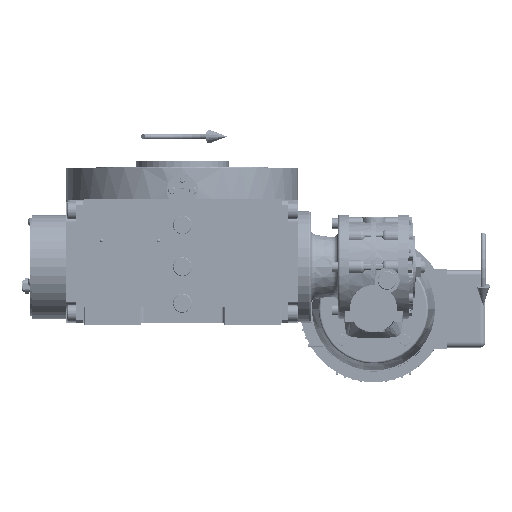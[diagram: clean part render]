
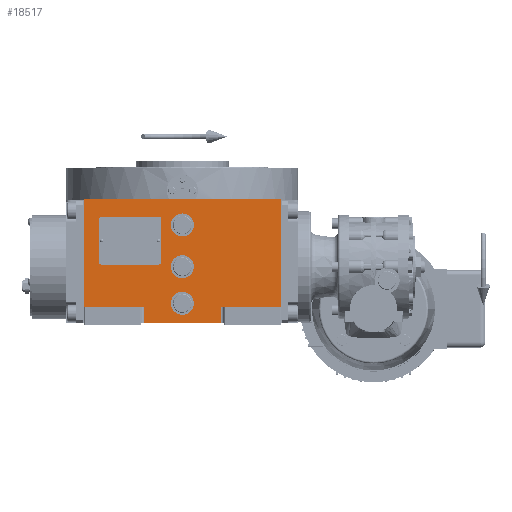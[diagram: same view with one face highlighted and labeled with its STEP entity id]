
A CAD part, top view. The second image highlights one B-rep face of the part: STEP entity #18517.
In plain terms, the highlighted planar face has unit normal (0, 0, 1).
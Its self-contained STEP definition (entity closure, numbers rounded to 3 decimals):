
#1156 = FACE_BOUND ( 'NONE', #95027, .T. ) ;
#3776 = EDGE_LOOP ( 'NONE', ( #50752, #151183 ) ) ;
#6165 = CIRCLE ( 'NONE', #18892, 11. ) ;
#6624 = CARTESIAN_POINT ( 'NONE',  ( -37., -38.5, 163.5 ) ) ;
#8231 = DIRECTION ( 'NONE',  ( 0., 0., 1. ) ) ;
#10172 = VERTEX_POINT ( 'NONE', #30398 ) ;
#10498 = CIRCLE ( 'NONE', #30773, 11. ) ;
#11439 = VECTOR ( 'NONE', #102004, 1000. ) ;
#12470 = EDGE_CURVE ( 'NONE', #80961, #128306, #6165, .T. ) ;
#13074 = DIRECTION ( 'NONE',  ( 0., 0., 1. ) ) ;
#13853 = CARTESIAN_POINT ( 'NONE',  ( 0., 0., 163.5 ) ) ;
#13913 = VECTOR ( 'NONE', #42981, 1000. ) ;
#15458 = AXIS2_PLACEMENT_3D ( 'NONE', #63399, #76077, #125951 ) ;
#17371 = ORIENTED_EDGE ( 'NONE', *, *, #29385, .T. ) ;
#17580 = ORIENTED_EDGE ( 'NONE', *, *, #93378, .F. ) ;
#17900 = CARTESIAN_POINT ( 'NONE',  ( 37., -38.5, 163.5 ) ) ;
#18356 = VERTEX_POINT ( 'NONE', #28281 ) ;
#18517 = ADVANCED_FACE ( 'NONE', ( #56060, #1156, #23447, #155903 ), #71892, .T. ) ;
#18892 = AXIS2_PLACEMENT_3D ( 'NONE', #156872, #155313, #46691 ) ;
#22515 = DIRECTION ( 'NONE',  ( 0., 1., 0. ) ) ;
#22883 = VECTOR ( 'NONE', #28628, 1000. ) ;
#23447 = FACE_BOUND ( 'NONE', #3776, .T. ) ;
#25126 = LINE ( 'NONE', #89131, #38772 ) ;
#25745 = AXIS2_PLACEMENT_3D ( 'NONE', #13853, #13074, #82968 ) ;
#28132 = CIRCLE ( 'NONE', #15458, 11. ) ;
#28281 = CARTESIAN_POINT ( 'NONE',  ( -11., 0., 163.5 ) ) ;
#28329 = VERTEX_POINT ( 'NONE', #60487 ) ;
#28628 = DIRECTION ( 'NONE',  ( 1., 0., 0. ) ) ;
#29385 = EDGE_CURVE ( 'NONE', #123062, #57999, #25126, .T. ) ;
#29824 = EDGE_LOOP ( 'NONE', ( #77373, #38981, #17371, #62997, #32247, #35978, #59622, #17580 ) ) ;
#30398 = CARTESIAN_POINT ( 'NONE',  ( -11., 40., 163.5 ) ) ;
#30773 = AXIS2_PLACEMENT_3D ( 'NONE', #50775, #64227, #75357 ) ;
#31578 = VERTEX_POINT ( 'NONE', #45115 ) ;
#32247 = ORIENTED_EDGE ( 'NONE', *, *, #69857, .F. ) ;
#32870 = EDGE_CURVE ( 'NONE', #28329, #63428, #99670, .T. ) ;
#34258 = CARTESIAN_POINT ( 'NONE',  ( 0., -35., 163.5 ) ) ;
#35978 = ORIENTED_EDGE ( 'NONE', *, *, #129474, .F. ) ;
#35998 = LINE ( 'NONE', #46363, #133090 ) ;
#38040 = CARTESIAN_POINT ( 'NONE',  ( 37., -38.5, 163.5 ) ) ;
#38772 = VECTOR ( 'NONE', #125575, 1000. ) ;
#38981 = ORIENTED_EDGE ( 'NONE', *, *, #70199, .F. ) ;
#40660 = DIRECTION ( 'NONE',  ( 0., 1., 0. ) ) ;
#41711 = CARTESIAN_POINT ( 'NONE',  ( -94.5, -38.5, 163.5 ) ) ;
#42981 = DIRECTION ( 'NONE',  ( 1., 0., 0. ) ) ;
#43532 = CIRCLE ( 'NONE', #25745, 11. ) ;
#45032 = ORIENTED_EDGE ( 'NONE', *, *, #142155, .F. ) ;
#45115 = CARTESIAN_POINT ( 'NONE',  ( 11., 0., 163.5 ) ) ;
#46363 = CARTESIAN_POINT ( 'NONE',  ( -94.5, -38.5, 163.5 ) ) ;
#46691 = DIRECTION ( 'NONE',  ( -1., 0., 0. ) ) ;
#49027 = CARTESIAN_POINT ( 'NONE',  ( -11., -35., 163.5 ) ) ;
#50752 = ORIENTED_EDGE ( 'NONE', *, *, #138687, .F. ) ;
#50775 = CARTESIAN_POINT ( 'NONE',  ( 0., 40., 163.5 ) ) ;
#51876 = VERTEX_POINT ( 'NONE', #113171 ) ;
#54052 = LINE ( 'NONE', #111194, #22883 ) ;
#56060 = FACE_BOUND ( 'NONE', #103145, .T. ) ;
#56635 = CARTESIAN_POINT ( 'NONE',  ( 37., -53.5, 163.5 ) ) ;
#56676 = DIRECTION ( 'NONE',  ( -1., 0., 0. ) ) ;
#57999 = VERTEX_POINT ( 'NONE', #86967 ) ;
#59622 = ORIENTED_EDGE ( 'NONE', *, *, #32870, .T. ) ;
#59662 = DIRECTION ( 'NONE',  ( 1., 0., 0. ) ) ;
#60097 = ORIENTED_EDGE ( 'NONE', *, *, #12470, .F. ) ;
#60487 = CARTESIAN_POINT ( 'NONE',  ( -94.5, -38.5, 163.5 ) ) ;
#61429 = CARTESIAN_POINT ( 'NONE',  ( 94.5, -38.5, 163.5 ) ) ;
#62965 = LINE ( 'NONE', #61429, #118389 ) ;
#62997 = ORIENTED_EDGE ( 'NONE', *, *, #91864, .T. ) ;
#63399 = CARTESIAN_POINT ( 'NONE',  ( 0., 0., 163.5 ) ) ;
#63428 = VERTEX_POINT ( 'NONE', #6624 ) ;
#64227 = DIRECTION ( 'NONE',  ( 0., 0., 1. ) ) ;
#64971 = DIRECTION ( 'NONE',  ( 0., -1., 0. ) ) ;
#67250 = CIRCLE ( 'NONE', #95089, 11. ) ;
#69857 = EDGE_CURVE ( 'NONE', #51876, #148655, #54052, .T. ) ;
#70199 = EDGE_CURVE ( 'NONE', #123062, #71350, #122884, .T. ) ;
#71350 = VERTEX_POINT ( 'NONE', #56635 ) ;
#71820 = AXIS2_PLACEMENT_3D ( 'NONE', #34258, #154810, #59662 ) ;
#71892 = PLANE ( 'NONE',  #115307 ) ;
#75357 = DIRECTION ( 'NONE',  ( 1., 0., 0. ) ) ;
#76077 = DIRECTION ( 'NONE',  ( 0., 0., 1. ) ) ;
#77373 = ORIENTED_EDGE ( 'NONE', *, *, #98528, .T. ) ;
#80961 = VERTEX_POINT ( 'NONE', #49027 ) ;
#82968 = DIRECTION ( 'NONE',  ( 1., 0., 0. ) ) ;
#86110 = CARTESIAN_POINT ( 'NONE',  ( -94.5, -53.5, 163.5 ) ) ;
#86967 = CARTESIAN_POINT ( 'NONE',  ( 94.5, -38.5, 163.5 ) ) ;
#89131 = CARTESIAN_POINT ( 'NONE',  ( 37., -38.5, 163.5 ) ) ;
#91864 = EDGE_CURVE ( 'NONE', #57999, #148655, #62965, .T. ) ;
#92951 = LINE ( 'NONE', #93751, #13913 ) ;
#93378 = EDGE_CURVE ( 'NONE', #133625, #63428, #114243, .T. ) ;
#93751 = CARTESIAN_POINT ( 'NONE',  ( -37., -53.5, 163.5 ) ) ;
#94007 = CARTESIAN_POINT ( 'NONE',  ( 11., 40., 163.5 ) ) ;
#95027 = EDGE_LOOP ( 'NONE', ( #45032, #60097 ) ) ;
#95089 = AXIS2_PLACEMENT_3D ( 'NONE', #116929, #8231, #56676 ) ;
#96552 = EDGE_CURVE ( 'NONE', #31578, #18356, #43532, .T. ) ;
#98528 = EDGE_CURVE ( 'NONE', #133625, #71350, #92951, .T. ) ;
#99670 = LINE ( 'NONE', #41711, #11439 ) ;
#101563 = DIRECTION ( 'NONE',  ( 0., 1., 0. ) ) ;
#102004 = DIRECTION ( 'NONE',  ( 1., 0., 0. ) ) ;
#103145 = EDGE_LOOP ( 'NONE', ( #156104, #123819 ) ) ;
#106224 = CARTESIAN_POINT ( 'NONE',  ( -37., -53.5, 163.5 ) ) ;
#109827 = CIRCLE ( 'NONE', #71820, 11. ) ;
#111194 = CARTESIAN_POINT ( 'NONE',  ( -94.5, 64.5, 163.5 ) ) ;
#113171 = CARTESIAN_POINT ( 'NONE',  ( -94.5, 64.5, 163.5 ) ) ;
#114243 = LINE ( 'NONE', #151469, #128798 ) ;
#115307 = AXIS2_PLACEMENT_3D ( 'NONE', #86110, #131325, #132886 ) ;
#116929 = CARTESIAN_POINT ( 'NONE',  ( 0., 40., 163.5 ) ) ;
#118389 = VECTOR ( 'NONE', #40660, 1000. ) ;
#120773 = VERTEX_POINT ( 'NONE', #94007 ) ;
#121921 = EDGE_CURVE ( 'NONE', #18356, #31578, #28132, .T. ) ;
#122884 = LINE ( 'NONE', #38040, #134396 ) ;
#123062 = VERTEX_POINT ( 'NONE', #17900 ) ;
#123819 = ORIENTED_EDGE ( 'NONE', *, *, #121921, .F. ) ;
#125575 = DIRECTION ( 'NONE',  ( 1., 0., 0. ) ) ;
#125951 = DIRECTION ( 'NONE',  ( -1., 0., 0. ) ) ;
#128252 = EDGE_CURVE ( 'NONE', #10172, #120773, #67250, .T. ) ;
#128306 = VERTEX_POINT ( 'NONE', #136567 ) ;
#128798 = VECTOR ( 'NONE', #101563, 1000. ) ;
#129474 = EDGE_CURVE ( 'NONE', #28329, #51876, #35998, .T. ) ;
#131325 = DIRECTION ( 'NONE',  ( 0., 0., 1. ) ) ;
#132886 = DIRECTION ( 'NONE',  ( 1., 0., 0. ) ) ;
#133090 = VECTOR ( 'NONE', #22515, 1000. ) ;
#133625 = VERTEX_POINT ( 'NONE', #106224 ) ;
#134396 = VECTOR ( 'NONE', #64971, 1000. ) ;
#136567 = CARTESIAN_POINT ( 'NONE',  ( 11., -35., 163.5 ) ) ;
#138687 = EDGE_CURVE ( 'NONE', #120773, #10172, #10498, .T. ) ;
#142155 = EDGE_CURVE ( 'NONE', #128306, #80961, #109827, .T. ) ;
#142490 = CARTESIAN_POINT ( 'NONE',  ( 94.5, 64.5, 163.5 ) ) ;
#148655 = VERTEX_POINT ( 'NONE', #142490 ) ;
#151183 = ORIENTED_EDGE ( 'NONE', *, *, #128252, .F. ) ;
#151469 = CARTESIAN_POINT ( 'NONE',  ( -37., -53.5, 163.5 ) ) ;
#154810 = DIRECTION ( 'NONE',  ( 0., 0., 1. ) ) ;
#155313 = DIRECTION ( 'NONE',  ( 0., 0., 1. ) ) ;
#155903 = FACE_OUTER_BOUND ( 'NONE', #29824, .T. ) ;
#156104 = ORIENTED_EDGE ( 'NONE', *, *, #96552, .F. ) ;
#156872 = CARTESIAN_POINT ( 'NONE',  ( 0., -35., 163.5 ) ) ;
